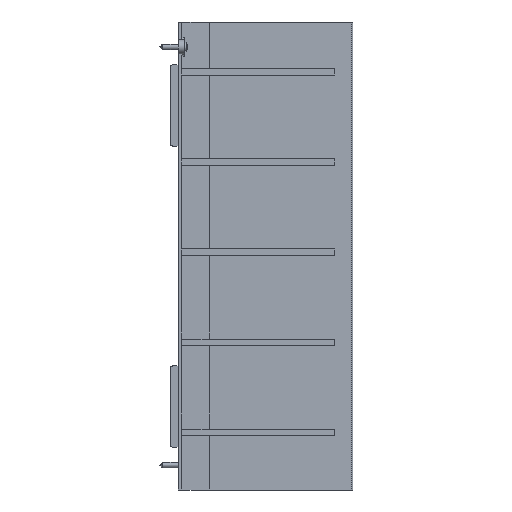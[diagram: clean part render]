
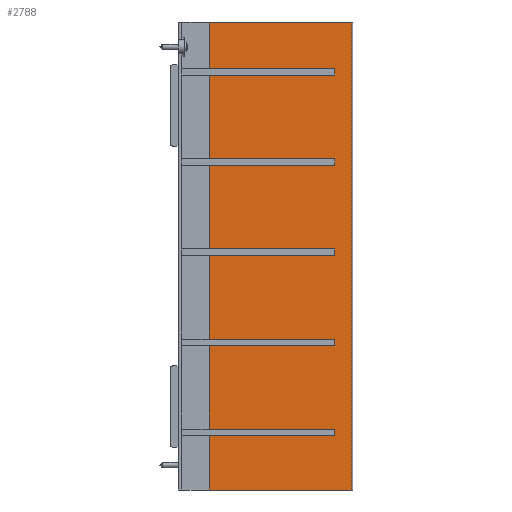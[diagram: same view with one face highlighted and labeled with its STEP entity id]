
A CAD part, left-side view. The second image highlights one B-rep face of the part: STEP entity #2788.
In plain terms, the highlighted planar face has unit normal (-1, -0.003, 0).
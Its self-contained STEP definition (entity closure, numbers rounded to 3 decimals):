
#314=DIRECTION('',(-0.003,1.,0.));
#315=VECTOR('',#314,91.252);
#316=CARTESIAN_POINT('',(-35.75,-213.252,284.));
#317=LINE('',#316,#315);
#432=DIRECTION('',(0.003,-1.,0.));
#433=VECTOR('',#432,80.433);
#434=CARTESIAN_POINT('',(-36.,-122.,254.));
#435=LINE('',#434,#433);
#440=DIRECTION('',(0.,0.,1.));
#441=VECTOR('',#440,4.);
#442=CARTESIAN_POINT('',(-35.78,-202.433,250.));
#443=LINE('',#442,#441);
#444=DIRECTION('',(0.,0.,1.));
#445=VECTOR('',#444,30.);
#446=CARTESIAN_POINT('',(-36.,-122.,254.));
#447=LINE('',#446,#445);
#448=DIRECTION('',(0.,0.,-1.));
#449=VECTOR('',#448,53.75);
#450=CARTESIAN_POINT('',(-36.,-122.,250.));
#451=LINE('',#450,#449);
#472=DIRECTION('',(-0.003,1.,0.));
#473=VECTOR('',#472,80.433);
#474=CARTESIAN_POINT('',(-35.78,-202.433,250.));
#475=LINE('',#474,#473);
#484=DIRECTION('',(0.003,-1.,0.));
#485=VECTOR('',#484,80.433);
#486=CARTESIAN_POINT('',(-36.,-122.,196.25));
#487=LINE('',#486,#485);
#492=DIRECTION('',(0.,0.,-1.));
#493=VECTOR('',#492,4.);
#494=CARTESIAN_POINT('',(-35.78,-202.433,196.25));
#495=LINE('',#494,#493);
#504=DIRECTION('',(-0.003,1.,0.));
#505=VECTOR('',#504,80.433);
#506=CARTESIAN_POINT('',(-35.78,-202.433,192.25));
#507=LINE('',#506,#505);
#512=DIRECTION('',(0.,0.,-1.));
#513=VECTOR('',#512,53.75);
#514=CARTESIAN_POINT('',(-36.,-122.,192.25));
#515=LINE('',#514,#513);
#520=DIRECTION('',(0.003,-1.,0.));
#521=VECTOR('',#520,80.433);
#522=CARTESIAN_POINT('',(-36.,-122.,138.5));
#523=LINE('',#522,#521);
#544=DIRECTION('',(0.,0.,-1.));
#545=VECTOR('',#544,4.);
#546=CARTESIAN_POINT('',(-35.78,-202.433,138.5));
#547=LINE('',#546,#545);
#556=DIRECTION('',(-0.003,1.,0.));
#557=VECTOR('',#556,80.433);
#558=CARTESIAN_POINT('',(-35.78,-202.433,134.5));
#559=LINE('',#558,#557);
#560=DIRECTION('',(0.,0.,-1.));
#561=VECTOR('',#560,53.75);
#562=CARTESIAN_POINT('',(-36.,-122.,134.5));
#563=LINE('',#562,#561);
#572=DIRECTION('',(0.003,-1.,0.));
#573=VECTOR('',#572,80.433);
#574=CARTESIAN_POINT('',(-36.,-122.,80.75));
#575=LINE('',#574,#573);
#596=DIRECTION('',(0.,0.,-1.));
#597=VECTOR('',#596,4.);
#598=CARTESIAN_POINT('',(-35.78,-202.433,80.75));
#599=LINE('',#598,#597);
#608=DIRECTION('',(-0.003,1.,0.));
#609=VECTOR('',#608,80.433);
#610=CARTESIAN_POINT('',(-35.78,-202.433,76.75));
#611=LINE('',#610,#609);
#616=DIRECTION('',(0.,0.,-1.));
#617=VECTOR('',#616,53.75);
#618=CARTESIAN_POINT('',(-36.,-122.,76.75));
#619=LINE('',#618,#617);
#640=DIRECTION('',(0.003,-1.,0.));
#641=VECTOR('',#640,80.433);
#642=CARTESIAN_POINT('',(-36.,-122.,23.));
#643=LINE('',#642,#641);
#648=DIRECTION('',(0.,0.,-1.));
#649=VECTOR('',#648,4.);
#650=CARTESIAN_POINT('',(-35.78,-202.433,23.));
#651=LINE('',#650,#649);
#660=DIRECTION('',(-0.003,1.,0.));
#661=VECTOR('',#660,80.433);
#662=CARTESIAN_POINT('',(-35.78,-202.433,19.));
#663=LINE('',#662,#661);
#668=DIRECTION('',(0.,0.,-1.));
#669=VECTOR('',#668,35.);
#670=CARTESIAN_POINT('',(-36.,-122.,19.));
#671=LINE('',#670,#669);
#700=DIRECTION('',(0.003,-1.,0.));
#701=VECTOR('',#700,91.252);
#702=CARTESIAN_POINT('',(-36.,-122.,
-16.));
#703=LINE('',#702,#701);
#1314=DIRECTION('',(0.,0.,1.));
#1315=VECTOR('',#1314,300.);
#1316=CARTESIAN_POINT('',(-35.75,-213.252,
-16.));
#1317=LINE('',#1316,#1315);
#1825=CARTESIAN_POINT('',(-35.75,-213.252,
284.));
#1826=VERTEX_POINT('',#1825);
#1827=CARTESIAN_POINT('',(-36.,-122.,
284.));
#1828=VERTEX_POINT('',#1827);
#1861=CARTESIAN_POINT('',(-35.78,-202.433,
250.));
#1862=CARTESIAN_POINT('',(-35.78,-202.433,
254.));
#1863=VERTEX_POINT('',#1861);
#1864=VERTEX_POINT('',#1862);
#1865=CARTESIAN_POINT('',(-36.,-122.,
254.));
#1866=VERTEX_POINT('',#1865);
#1867=CARTESIAN_POINT('',(-36.,-122.,
250.));
#1868=CARTESIAN_POINT('',(-36.,-122.,
196.25));
#1869=VERTEX_POINT('',#1867);
#1870=VERTEX_POINT('',#1868);
#1871=CARTESIAN_POINT('',(-36.,-122.,
19.));
#1872=CARTESIAN_POINT('',(-36.,-122.,
-16.));
#1873=VERTEX_POINT('',#1871);
#1874=VERTEX_POINT('',#1872);
#1875=CARTESIAN_POINT('',(-36.,-122.,
76.75));
#1876=CARTESIAN_POINT('',(-36.,-122.,
23.));
#1877=VERTEX_POINT('',#1875);
#1878=VERTEX_POINT('',#1876);
#1879=CARTESIAN_POINT('',(-36.,-122.,
134.5));
#1880=CARTESIAN_POINT('',(-36.,-122.,
80.75));
#1881=VERTEX_POINT('',#1879);
#1882=VERTEX_POINT('',#1880);
#1883=CARTESIAN_POINT('',(-36.,-122.,
192.25));
#1884=CARTESIAN_POINT('',(-36.,-122.,
138.5));
#1885=VERTEX_POINT('',#1883);
#1886=VERTEX_POINT('',#1884);
#1891=CARTESIAN_POINT('',(-35.78,-202.433,
196.25));
#1892=VERTEX_POINT('',#1891);
#1893=CARTESIAN_POINT('',(-35.78,-202.433,
192.25));
#1894=VERTEX_POINT('',#1893);
#1899=CARTESIAN_POINT('',(-35.78,-202.433,
138.5));
#1900=VERTEX_POINT('',#1899);
#1901=CARTESIAN_POINT('',(-35.78,-202.433,
134.5));
#1902=VERTEX_POINT('',#1901);
#1907=CARTESIAN_POINT('',(-35.78,-202.433,
80.75));
#1908=VERTEX_POINT('',#1907);
#1909=CARTESIAN_POINT('',(-35.78,-202.433,
76.75));
#1910=VERTEX_POINT('',#1909);
#1915=CARTESIAN_POINT('',(-35.78,-202.433,
23.));
#1916=VERTEX_POINT('',#1915);
#1917=CARTESIAN_POINT('',(-35.78,-202.433,
19.));
#1918=VERTEX_POINT('',#1917);
#1925=CARTESIAN_POINT('',(-35.75,-213.252,
-16.));
#1926=VERTEX_POINT('',#1925);
#2737=CARTESIAN_POINT('',(-35.875,-167.626,
134.));
#2738=DIRECTION('',(1.,0.003,0.));
#2739=DIRECTION('',(0.003,-1.,0.));
#2740=AXIS2_PLACEMENT_3D('',#2737,#2738,#2739);
#2741=PLANE('',#2740);
#2743=ORIENTED_EDGE('',*,*,#2742,.F.);
#2745=ORIENTED_EDGE('',*,*,#2744,.F.);
#2746=ORIENTED_EDGE('',*,*,#2702,.T.);
#2747=ORIENTED_EDGE('',*,*,#2724,.F.);
#2748=ORIENTED_EDGE('',*,*,#2572,.T.);
#2749=ORIENTED_EDGE('',*,*,#2453,.F.);
#2751=ORIENTED_EDGE('',*,*,#2750,.F.);
#2753=ORIENTED_EDGE('',*,*,#2752,.F.);
#2755=ORIENTED_EDGE('',*,*,#2754,.F.);
#2757=ORIENTED_EDGE('',*,*,#2756,.F.);
#2759=ORIENTED_EDGE('',*,*,#2758,.F.);
#2761=ORIENTED_EDGE('',*,*,#2760,.F.);
#2763=ORIENTED_EDGE('',*,*,#2762,.F.);
#2765=ORIENTED_EDGE('',*,*,#2764,.F.);
#2767=ORIENTED_EDGE('',*,*,#2766,.F.);
#2769=ORIENTED_EDGE('',*,*,#2768,.F.);
#2771=ORIENTED_EDGE('',*,*,#2770,.F.);
#2773=ORIENTED_EDGE('',*,*,#2772,.F.);
#2775=ORIENTED_EDGE('',*,*,#2774,.F.);
#2777=ORIENTED_EDGE('',*,*,#2776,.F.);
#2779=ORIENTED_EDGE('',*,*,#2778,.F.);
#2781=ORIENTED_EDGE('',*,*,#2780,.F.);
#2783=ORIENTED_EDGE('',*,*,#2782,.F.);
#2785=ORIENTED_EDGE('',*,*,#2784,.F.);
#2786=EDGE_LOOP('',(#2743,#2745,#2746,#2747,#2748,#2749,#2751,#2753,#2755,#2757,
#2759,#2761,#2763,#2765,#2767,#2769,#2771,#2773,#2775,#2777,#2779,#2781,#2783,
#2785));
#2787=FACE_OUTER_BOUND('',#2786,.F.);
#2453=EDGE_CURVE('',#1826,#1828,#317,.T.);
#2572=EDGE_CURVE('',#1866,#1828,#447,.T.);
#2702=EDGE_CURVE('',#1863,#1864,#443,.T.);
#2724=EDGE_CURVE('',#1866,#1864,#435,.T.);
#2742=EDGE_CURVE('',#1869,#1870,#451,.T.);
#2744=EDGE_CURVE('',#1863,#1869,#475,.T.);
#2750=EDGE_CURVE('',#1926,#1826,#1317,.T.);
#2752=EDGE_CURVE('',#1874,#1926,#703,.T.);
#2754=EDGE_CURVE('',#1873,#1874,#671,.T.);
#2756=EDGE_CURVE('',#1918,#1873,#663,.T.);
#2758=EDGE_CURVE('',#1916,#1918,#651,.T.);
#2760=EDGE_CURVE('',#1878,#1916,#643,.T.);
#2762=EDGE_CURVE('',#1877,#1878,#619,.T.);
#2764=EDGE_CURVE('',#1910,#1877,#611,.T.);
#2766=EDGE_CURVE('',#1908,#1910,#599,.T.);
#2768=EDGE_CURVE('',#1882,#1908,#575,.T.);
#2770=EDGE_CURVE('',#1881,#1882,#563,.T.);
#2772=EDGE_CURVE('',#1902,#1881,#559,.T.);
#2774=EDGE_CURVE('',#1900,#1902,#547,.T.);
#2776=EDGE_CURVE('',#1886,#1900,#523,.T.);
#2778=EDGE_CURVE('',#1885,#1886,#515,.T.);
#2780=EDGE_CURVE('',#1894,#1885,#507,.T.);
#2782=EDGE_CURVE('',#1892,#1894,#495,.T.);
#2784=EDGE_CURVE('',#1870,#1892,#487,.T.);
#2788=ADVANCED_FACE('',(#2787),#2741,.F.);
